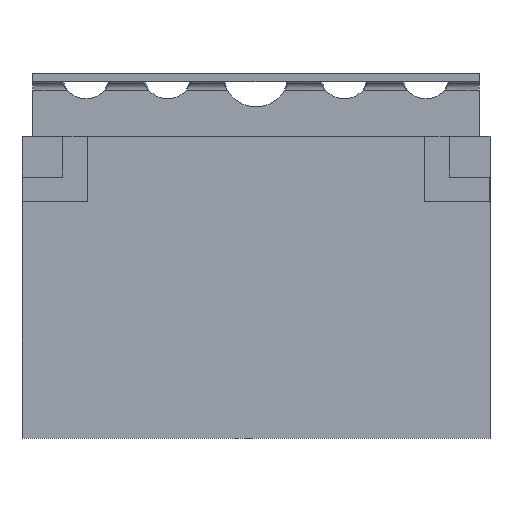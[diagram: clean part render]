
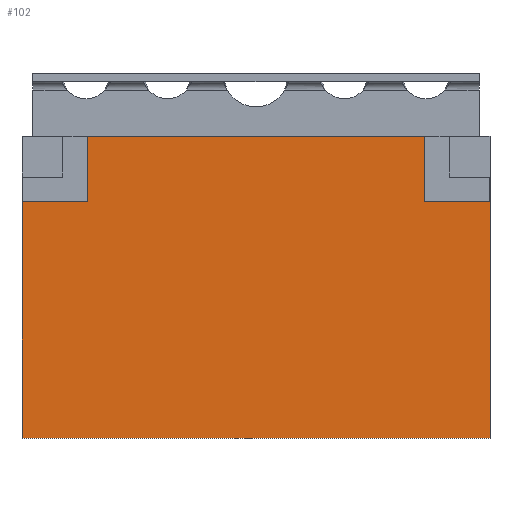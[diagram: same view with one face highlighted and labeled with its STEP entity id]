
A CAD part, front view. The second image highlights one B-rep face of the part: STEP entity #102.
In plain terms, the highlighted planar face has unit normal (0, -1, 0).
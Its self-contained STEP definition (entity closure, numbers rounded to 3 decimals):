
#102=ADVANCED_FACE('',(#3348),#3350,.F.);
#3348=FACE_BOUND('',#3349,.T.);
#3349=EDGE_LOOP('',(#9057,#9058,#9059,#9060,#9061,#9062,#9063,#9064));
#3350=PLANE('',#3351);
#3351=AXIS2_PLACEMENT_3D('',#3352,#3353,#3354);
#3352=CARTESIAN_POINT('',(-8.6,-2.6,11.1));
#3353=DIRECTION('',(0.,1.,0.));
#3354=DIRECTION('',(-1.,0.,0.));
#9057=ORIENTED_EDGE('',*,*,#10977,.F.);
#9058=ORIENTED_EDGE('',*,*,#10949,.F.);
#9059=ORIENTED_EDGE('',*,*,#10978,.F.);
#9060=ORIENTED_EDGE('',*,*,#10979,.F.);
#9061=ORIENTED_EDGE('',*,*,#10968,.T.);
#9062=ORIENTED_EDGE('',*,*,#10980,.T.);
#9063=ORIENTED_EDGE('',*,*,#10981,.F.);
#9064=ORIENTED_EDGE('',*,*,#10982,.F.);
#10949=EDGE_CURVE('',#11917,#11919,#11920,.T.);
#10968=EDGE_CURVE('',#11955,#11953,#11956,.T.);
#10977=EDGE_CURVE('',#11919,#11970,#11971,.T.);
#10978=EDGE_CURVE('',#11972,#11917,#11973,.T.);
#10979=EDGE_CURVE('',#11955,#11972,#11974,.T.);
#10980=EDGE_CURVE('',#11953,#11975,#11976,.T.);
#10981=EDGE_CURVE('',#11977,#11975,#11978,.T.);
#10982=EDGE_CURVE('',#11970,#11977,#11979,.T.);
#11917=VERTEX_POINT('',#13515);
#11919=VERTEX_POINT('',#13519);
#11920=LINE('',#13520,#13521);
#11953=VERTEX_POINT('',#13589);
#11955=VERTEX_POINT('',#13593);
#11956=LINE('',#13594,#13595);
#11970=VERTEX_POINT('',#13626);
#11971=LINE('',#13627,#13628);
#11972=VERTEX_POINT('',#13630);
#11973=LINE('',#13631,#13632);
#11974=LINE('',#13634,#13635);
#11975=VERTEX_POINT('',#13637);
#11976=LINE('',#13638,#13639);
#11977=VERTEX_POINT('',#13641);
#11978=LINE('',#13642,#13643);
#11979=LINE('',#13645,#13646);
#13515=CARTESIAN_POINT('',(-6.2,-2.6,11.1));
#13519=CARTESIAN_POINT('',(6.2,-2.6,11.1));
#13520=CARTESIAN_POINT('',(-6.2,-2.6,11.1));
#13521=VECTOR('',#13522,1.);
#13522=DIRECTION('',(1.,0.,0.));
#13589=CARTESIAN_POINT('',(-8.6,-2.6,0.));
#13593=CARTESIAN_POINT('',(-8.6,-2.6,8.7));
#13594=CARTESIAN_POINT('',(-8.6,-2.6,8.7));
#13595=VECTOR('',#13596,1.);
#13596=DIRECTION('',(0.,0.,-1.));
#13626=CARTESIAN_POINT('',(6.2,-2.6,8.7));
#13627=CARTESIAN_POINT('',(6.2,-2.6,11.1));
#13628=VECTOR('',#13629,1.);
#13629=DIRECTION('',(0.,0.,-1.));
#13630=CARTESIAN_POINT('',(-6.2,-2.6,8.7));
#13631=CARTESIAN_POINT('',(-6.2,-2.6,8.7));
#13632=VECTOR('',#13633,1.);
#13633=DIRECTION('',(0.,0.,1.));
#13634=CARTESIAN_POINT('',(-8.6,-2.6,8.7));
#13635=VECTOR('',#13636,1.);
#13636=DIRECTION('',(1.,0.,0.));
#13637=CARTESIAN_POINT('',(8.6,-2.6,0.));
#13638=CARTESIAN_POINT('',(-8.6,-2.6,0.));
#13639=VECTOR('',#13640,1.);
#13640=DIRECTION('',(1.,0.,0.));
#13641=CARTESIAN_POINT('',(8.6,-2.6,8.7));
#13642=CARTESIAN_POINT('',(8.6,-2.6,8.7));
#13643=VECTOR('',#13644,1.);
#13644=DIRECTION('',(0.,0.,-1.));
#13645=CARTESIAN_POINT('',(6.2,-2.6,8.7));
#13646=VECTOR('',#13647,1.);
#13647=DIRECTION('',(1.,0.,0.));
